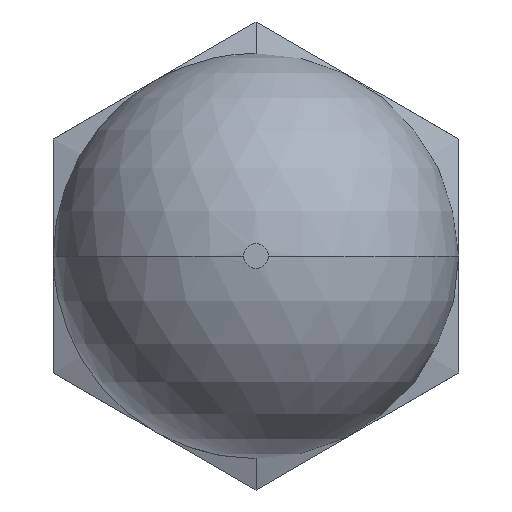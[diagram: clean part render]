
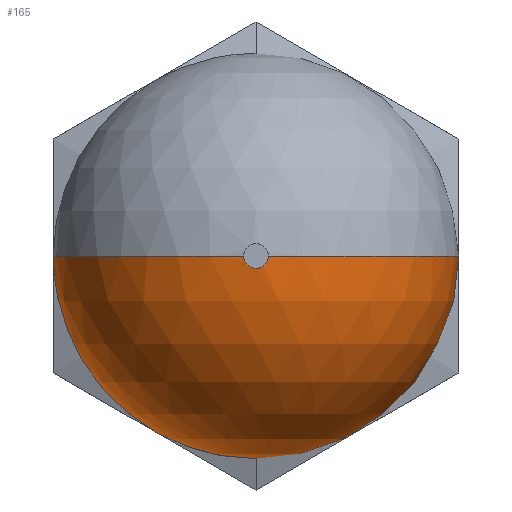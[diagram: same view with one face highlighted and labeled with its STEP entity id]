
A CAD part, front view. The second image highlights one B-rep face of the part: STEP entity #165.
In plain terms, the highlighted spherical face has radius 11 mm.
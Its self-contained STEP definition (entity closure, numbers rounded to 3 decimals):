
#67 = CIRCLE ( 'NONE', #1003, 0.663 ) ;
#73 = CIRCLE ( 'NONE', #992, 7.5 ) ;
#136 = AXIS2_PLACEMENT_3D ( 'NONE', #490, #486, #484 ) ;
#152 = EDGE_CURVE ( 'NONE', #727, #483, #271, .T. ) ;
#165 = ADVANCED_FACE ( 'NONE', ( #265 ), #264, .T. ) ;
#178 = EDGE_CURVE ( 'NONE', #584, #470, #250, .T. ) ;
#192 = CIRCLE ( 'NONE', #136, 7.5 ) ;
#230 = DIRECTION ( 'NONE',  ( 0., 0., 1. ) ) ;
#232 = DIRECTION ( 'NONE',  ( 0., 1., 0. ) ) ;
#235 = CARTESIAN_POINT ( 'NONE',  ( 0., -13., 0. ) ) ;
#250 = CIRCLE ( 'NONE', #654, 11. ) ;
#264 = SPHERICAL_SURFACE ( 'NONE', #699, 11. ) ;
#265 = FACE_OUTER_BOUND ( 'NONE', #407, .T. ) ;
#270 = DIRECTION ( 'NONE',  ( 0., 0., 1. ) ) ;
#271 = CIRCLE ( 'NONE', #753, 11. ) ;
#275 = DIRECTION ( 'NONE',  ( 0., 1., 0. ) ) ;
#277 = CARTESIAN_POINT ( 'NONE',  ( 0., -32.027, 0. ) ) ;
#376 = CARTESIAN_POINT ( 'NONE',  ( 0., -13., -7.5 ) ) ;
#394 = ORIENTED_EDGE ( 'NONE', *, *, #152, .T. ) ;
#406 = CARTESIAN_POINT ( 'NONE',  ( -0.663, -32.027, 0. ) ) ;
#407 = EDGE_LOOP ( 'NONE', ( #719, #550, #394, #968, #587 ) ) ;
#470 = VERTEX_POINT ( 'NONE', #816 ) ;
#483 = VERTEX_POINT ( 'NONE', #765 ) ;
#484 = DIRECTION ( 'NONE',  ( 0., 0., 1. ) ) ;
#486 = DIRECTION ( 'NONE',  ( 0., 1., 0. ) ) ;
#490 = CARTESIAN_POINT ( 'NONE',  ( 0., -13., 0. ) ) ;
#541 = DIRECTION ( 'NONE',  ( 1., 0., 0. ) ) ;
#546 = DIRECTION ( 'NONE',  ( 0., 0., 1. ) ) ;
#550 = ORIENTED_EDGE ( 'NONE', *, *, #796, .T. ) ;
#551 = CARTESIAN_POINT ( 'NONE',  ( 0., -21.047, 0. ) ) ;
#584 = VERTEX_POINT ( 'NONE', #657 ) ;
#587 = ORIENTED_EDGE ( 'NONE', *, *, #688, .F. ) ;
#654 = AXIS2_PLACEMENT_3D ( 'NONE', #551, #546, #541 ) ;
#657 = CARTESIAN_POINT ( 'NONE',  ( 0.663, -32.027, 0. ) ) ;
#663 = DIRECTION ( 'NONE',  ( -1., 0., 0. ) ) ;
#665 = CARTESIAN_POINT ( 'NONE',  ( 0., -21.047, 0. ) ) ;
#678 = DIRECTION ( 'NONE',  ( 0., 0., 1. ) ) ;
#680 = DIRECTION ( 'NONE',  ( -1., 0., 0. ) ) ;
#688 = EDGE_CURVE ( 'NONE', #470, #747, #192, .T. ) ;
#699 = AXIS2_PLACEMENT_3D ( 'NONE', #665, #678, #663 ) ;
#719 = ORIENTED_EDGE ( 'NONE', *, *, #178, .F. ) ;
#727 = VERTEX_POINT ( 'NONE', #406 ) ;
#737 = DIRECTION ( 'NONE',  ( 0., 0., -1. ) ) ;
#747 = VERTEX_POINT ( 'NONE', #376 ) ;
#753 = AXIS2_PLACEMENT_3D ( 'NONE', #775, #737, #680 ) ;
#765 = CARTESIAN_POINT ( 'NONE',  ( -7.5, -13., 0. ) ) ;
#775 = CARTESIAN_POINT ( 'NONE',  ( 0., -21.047, 0. ) ) ;
#796 = EDGE_CURVE ( 'NONE', #584, #727, #67, .T. ) ;
#813 = EDGE_CURVE ( 'NONE', #747, #483, #73, .T. ) ;
#816 = CARTESIAN_POINT ( 'NONE',  ( 7.5, -13., 0. ) ) ;
#968 = ORIENTED_EDGE ( 'NONE', *, *, #813, .F. ) ;
#992 = AXIS2_PLACEMENT_3D ( 'NONE', #235, #232, #230 ) ;
#1003 = AXIS2_PLACEMENT_3D ( 'NONE', #277, #275, #270 ) ;
